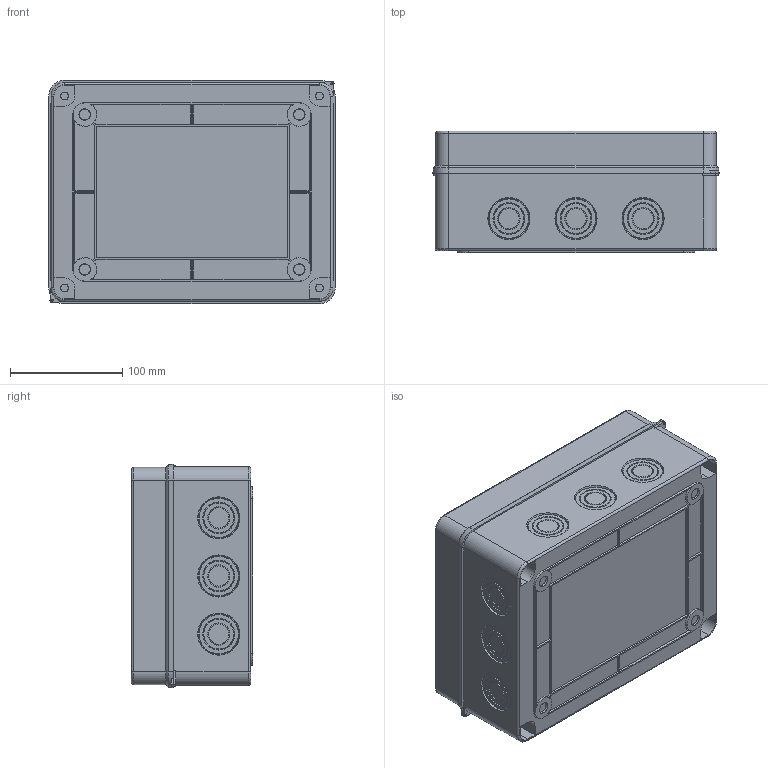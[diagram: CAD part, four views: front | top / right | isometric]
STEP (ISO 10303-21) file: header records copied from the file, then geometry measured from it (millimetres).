
FILE_DESCRIPTION (( 'STEP AP203' ), '1' );
FILE_NAME ('Ùèò ðàñïðåäåëèòåëüíûé ÙÐÍ-ÏÃ-12 (pb65-n-pg-12).STEP', '2021-11-30T14:44:16', ( '' ), ( '' ), 'SwSTEP 2.0', 'SolidWorks 2021', '' );
FILE_SCHEMA (( 'CONFIG_CONTROL_DESIGN' ));
Length unit declared in the file: millimetre
Products named in the file (1): Ùèò ðàñïðåäåëèòåëüíûé ÙÐÍ-ÏÃ-12 (pb65-n-pg-12)
Bounding box: 255 x 108.3 x 199 mm (x, y, z)
Volume: 732404.1 mm3; surface area: 596306.9 mm2
Topology: 13 solids, 13 shells, 1652 faces, 4100 edges, 2620 vertices
Faces by surface type: plane 910, cylinder 414, cone 182, torus 76, bspline 62, sphere 8
Entity records: 49605 total; most frequent: CARTESIAN_POINT 9967, DIRECTION 8266, ORIENTED_EDGE 8136, EDGE_CURVE 4068, AXIS2_PLACEMENT_3D 2827, VERTEX_POINT 2620, LINE 2612, VECTOR 2612
